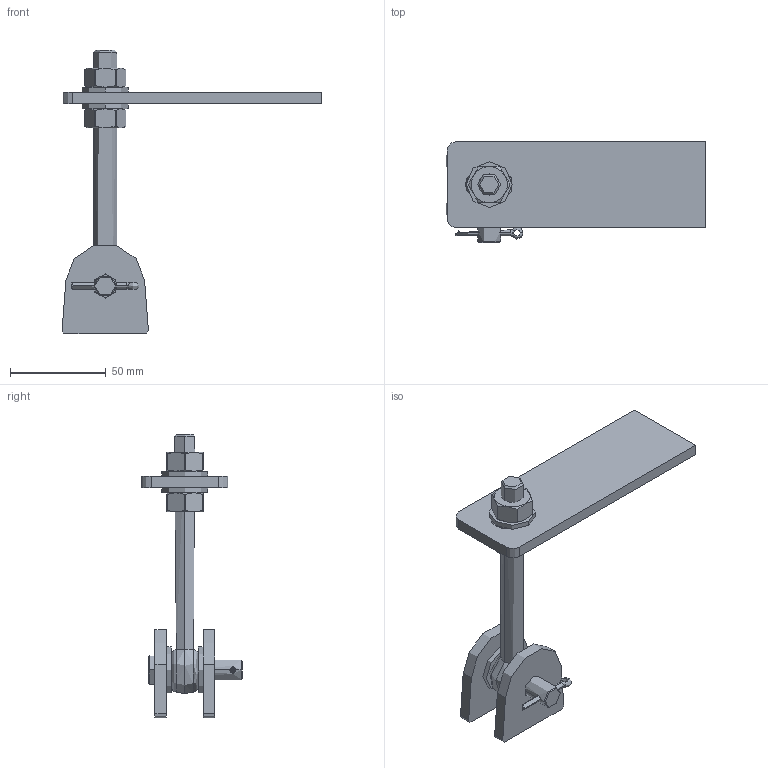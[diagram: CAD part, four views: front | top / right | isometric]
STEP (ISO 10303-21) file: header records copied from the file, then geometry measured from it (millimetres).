
FILE_DESCRIPTION (( 'STEP AP203' ), '1' );
FILE_NAME ('122-M12.step', '2021-07-15T12:29:52', ( '' ), ( '' ), 'SwSTEP 2.0', 'SolidWorks 2018', '' );
FILE_SCHEMA (( 'CONFIG_CONTROL_DESIGN' ));
Length unit declared in the file: millimetre
Products named in the file (21): Torband Teil3_122-M12 Teil3; Splint DIN94 - ISO 1234 Konfig; Torband Teil4; 122-M12; 121-Mxx Teil6; 121-Mxx Teil6_122-M12 Teil6; DIN 934 M4-M20_DIN 934 M12; Torband Teil1; Torband Teil1_122-M12 Teil1; Torband Teil3; DIN 934 M4-M20; Splint DIN94 - ISO 1234 Konfig_DIN 94 3,2x30; Torband Teil2; Torband Teil2_122-M12 Teil2; Torband Teil4_122-M12 Teil4
Assembly tree (14 placements, depth 2):
  Splint DIN94 - ISO 1234 Konfig
  Torband Teil4
  122-M12
    Torband Teil1_122-M12 Teil1  x2
    Torband Teil2_122-M12 Teil2
    Torband Teil3_122-M12 Teil3
    Torband Teil4_122-M12 Teil4  x4
    DIN 934 M4-M20_DIN 934 M12  x2
    121-Mxx Teil6_122-M12 Teil6
    Splint DIN94 - ISO 1234 Konfig_DIN 94 3,2x30
  121-Mxx Teil6
  Torband Teil4
Bounding box: 135.49 x 52.5 x 148 mm (x, y, z)
Volume: 85215.6 mm3; surface area: 38908.1 mm2
Topology: 12 solids, 12 shells, 403 faces, 1033 edges, 676 vertices
Faces by surface type: plane 179, bspline 90, cylinder 84, cone 41, torus 9
Entity records: 17154 total; most frequent: CARTESIAN_POINT 7323, ORIENTED_EDGE 1790, DIRECTION 1374, EDGE_CURVE 895, VERTEX_POINT 584, AXIS2_PLACEMENT_3D 485, LINE 404, VECTOR 404
